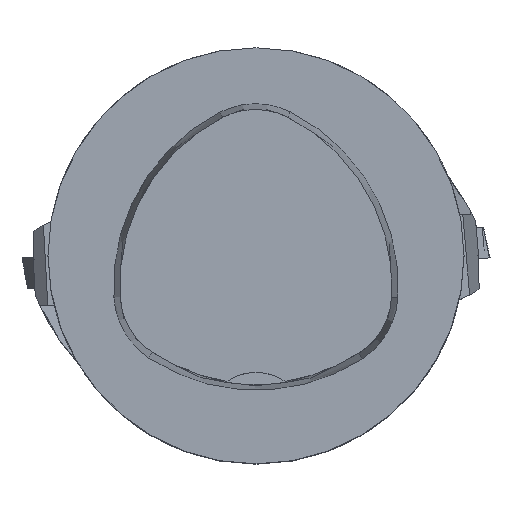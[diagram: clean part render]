
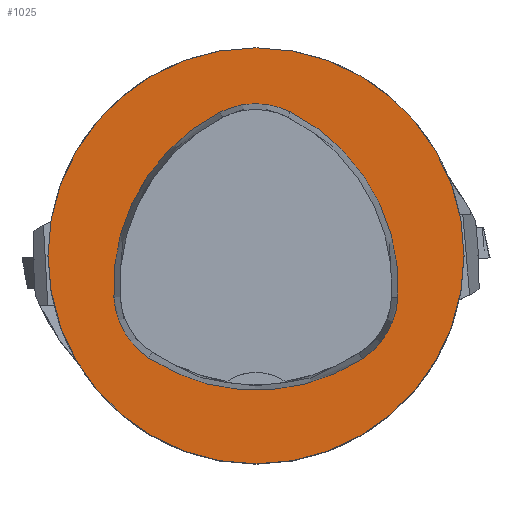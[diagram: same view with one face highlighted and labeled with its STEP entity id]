
A CAD part, top view. The second image highlights one B-rep face of the part: STEP entity #1025.
In plain terms, the highlighted planar face has unit normal (0, 0, 1).
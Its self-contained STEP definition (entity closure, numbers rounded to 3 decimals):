
#732=FACE_BOUND('',#1459,.T.);
#733=FACE_BOUND('',#1460,.T.);
#838=PLANE('',#4680);
#1025=ADVANCED_FACE('',(#732,#733),#838,.T.);
#1459=EDGE_LOOP('',(#3054,#3055,#3056,#3057,#3058,#3059));
#1460=EDGE_LOOP('',(#3060));
#3054=ORIENTED_EDGE('',*,*,#4048,.T.);
#3055=ORIENTED_EDGE('',*,*,#4028,.T.);
#3056=ORIENTED_EDGE('',*,*,#4032,.T.);
#3057=ORIENTED_EDGE('',*,*,#4035,.T.);
#3058=ORIENTED_EDGE('',*,*,#4038,.T.);
#3059=ORIENTED_EDGE('',*,*,#4046,.T.);
#3060=ORIENTED_EDGE('',*,*,#4019,.F.);
#3567=VERTEX_POINT('',#6966);
#3576=VERTEX_POINT('',#6985);
#3577=VERTEX_POINT('',#6986);
#3580=VERTEX_POINT('',#6994);
#3582=VERTEX_POINT('',#7000);
#3584=VERTEX_POINT('',#7006);
#3591=VERTEX_POINT('',#7027);
#4019=EDGE_CURVE('',#3567,#3567,#4196,.T.);
#4028=EDGE_CURVE('',#3576,#3577,#4197,.T.);
#4032=EDGE_CURVE('',#3577,#3580,#4199,.T.);
#4035=EDGE_CURVE('',#3580,#3582,#4201,.T.);
#4038=EDGE_CURVE('',#3582,#3584,#4203,.T.);
#4046=EDGE_CURVE('',#3584,#3591,#4207,.T.);
#4048=EDGE_CURVE('',#3591,#3576,#4209,.T.);
#4196=CIRCLE('',#4652,16.);
#4197=CIRCLE('',#4658,15.);
#4199=CIRCLE('',#4661,6.);
#4201=CIRCLE('',#4664,15.);
#4203=CIRCLE('',#4667,6.);
#4207=CIRCLE('',#4672,15.);
#4209=CIRCLE('',#4675,6.);
#4652=AXIS2_PLACEMENT_3D('',#6965,#5440,#5441);
#4658=AXIS2_PLACEMENT_3D('',#6984,#5456,#5457);
#4661=AXIS2_PLACEMENT_3D('',#6993,#5464,#5465);
#4664=AXIS2_PLACEMENT_3D('',#6999,#5471,#5472);
#4667=AXIS2_PLACEMENT_3D('',#7005,#5478,#5479);
#4672=AXIS2_PLACEMENT_3D('',#7028,#5490,#5491);
#4675=AXIS2_PLACEMENT_3D('',#7031,#5496,#5497);
#4680=AXIS2_PLACEMENT_3D('',#7036,#5506,#5507);
#5440=DIRECTION('',(0.,0.,-1.));
#5441=DIRECTION('',(-1.,0.,0.));
#5456=DIRECTION('',(0.,0.,-1.));
#5457=DIRECTION('',(-1.,0.,0.));
#5464=DIRECTION('',(0.,0.,-1.));
#5465=DIRECTION('',(-1.,0.,0.));
#5471=DIRECTION('',(0.,0.,-1.));
#5472=DIRECTION('',(-1.,0.,0.));
#5478=DIRECTION('',(0.,0.,-1.));
#5479=DIRECTION('',(-1.,0.,0.));
#5490=DIRECTION('',(0.,0.,-1.));
#5491=DIRECTION('',(-1.,0.,0.));
#5496=DIRECTION('',(0.,0.,-1.));
#5497=DIRECTION('',(-1.,0.,0.));
#5506=DIRECTION('',(0.,0.,1.));
#5507=DIRECTION('',(-1.,0.,0.));
#6965=CARTESIAN_POINT('',(0.,0.,0.));
#6966=CARTESIAN_POINT('',(-16.,0.,0.));
#6984=CARTESIAN_POINT('',(4.048,-2.316,0.));
#6985=CARTESIAN_POINT('',(-10.926,-3.206,0.));
#6986=CARTESIAN_POINT('',(-2.774,11.043,0.));
#6993=CARTESIAN_POINT('',(-0.045,5.7,0.));
#6994=CARTESIAN_POINT('',(2.638,11.066,0.));
#6999=CARTESIAN_POINT('',(-4.07,-2.35,0.));
#7000=CARTESIAN_POINT('',(10.903,-3.249,0.));
#7005=CARTESIAN_POINT('',(4.914,-2.889,0.));
#7006=CARTESIAN_POINT('',(8.177,-7.924,0.));
#7027=CARTESIAN_POINT('',(-8.24,-7.859,0.));
#7028=CARTESIAN_POINT('',(0.019,4.663,0.));
#7031=CARTESIAN_POINT('',(-4.936,-2.85,0.));
#7036=CARTESIAN_POINT('',(0.,0.,0.));
